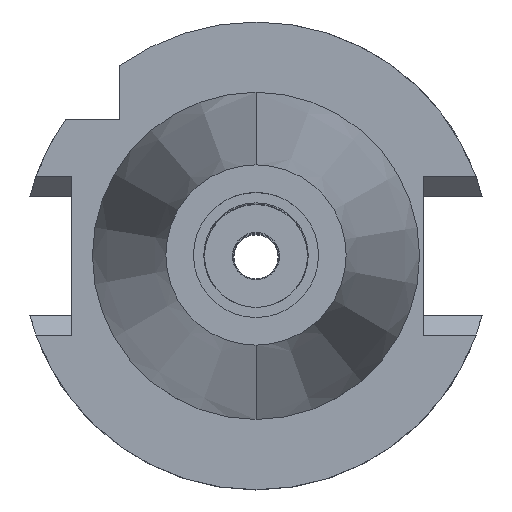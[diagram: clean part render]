
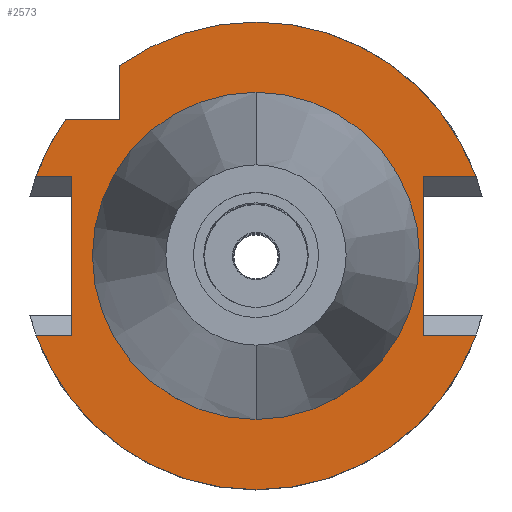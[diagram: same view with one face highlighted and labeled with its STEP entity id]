
A CAD part, top view. The second image highlights one B-rep face of the part: STEP entity #2573.
In plain terms, the highlighted planar face has unit normal (0, 0, 1).
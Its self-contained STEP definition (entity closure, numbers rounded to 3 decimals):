
#641=DIRECTION('',(0.,-1.,0.));
#642=VECTOR('',#641,7.334);
#643=CARTESIAN_POINT('',(-18.5,25.834,-1.));
#644=LINE('',#643,#642);
#790=DIRECTION('',(0.,-1.,0.));
#791=VECTOR('',#790,21.5);
#792=CARTESIAN_POINT('',(-25.,10.75,-1.));
#793=LINE('',#792,#791);
#863=DIRECTION('',(-1.,0.,0.));
#864=VECTOR('',#863,7.334);
#865=CARTESIAN_POINT('',(-18.5,18.5,-1.));
#866=LINE('',#865,#864);
#887=CARTESIAN_POINT('',(0.,0.,-1.));
#888=DIRECTION('',(0.,0.,-1.));
#889=DIRECTION('',(-0.582,0.813,0.));
#890=AXIS2_PLACEMENT_3D('',#887,#888,#889);
#895=CARTESIAN_POINT('',(0.,0.,-1.));
#896=DIRECTION('',(0.,0.,-1.));
#897=DIRECTION('',(0.,1.,0.));
#898=AXIS2_PLACEMENT_3D('',#895,#896,#897);
#903=DIRECTION('',(0.,-1.,0.));
#904=VECTOR('',#903,21.5);
#905=CARTESIAN_POINT('',(22.7,10.75,-1.));
#906=LINE('',#905,#904);
#910=DIRECTION('',(1.,0.,0.));
#911=VECTOR('',#910,7.201);
#912=CARTESIAN_POINT('',(22.7,-10.75,-1.));
#913=LINE('',#912,#911);
#917=CARTESIAN_POINT('',(0.,0.,-1.));
#918=DIRECTION('',(0.,0.,-1.));
#919=DIRECTION('',(0.941,-0.338,0.));
#920=AXIS2_PLACEMENT_3D('',#917,#918,#919);
#925=CARTESIAN_POINT('',(0.,0.,-1.));
#926=DIRECTION('',(0.,0.,-1.));
#927=DIRECTION('',(0.,-1.,0.));
#928=AXIS2_PLACEMENT_3D('',#925,#926,#927);
#933=DIRECTION('',(-1.,0.,0.));
#934=VECTOR('',#933,4.901);
#935=CARTESIAN_POINT('',(-25.,10.75,-1.));
#936=LINE('',#935,#934);
#940=CARTESIAN_POINT('',(0.,0.,-1.));
#941=DIRECTION('',(0.,0.,-1.));
#942=DIRECTION('',(-0.941,0.338,0.));
#943=AXIS2_PLACEMENT_3D('',#940,#941,#942);
#948=CARTESIAN_POINT('',(0.,0.,-1.));
#949=DIRECTION('',(0.,0.,1.));
#950=DIRECTION('',(0.,-1.,0.));
#951=AXIS2_PLACEMENT_3D('',#948,#949,#950);
#956=CARTESIAN_POINT('',(0.,0.,-1.));
#957=DIRECTION('',(0.,0.,1.));
#958=DIRECTION('',(0.,1.,0.));
#959=AXIS2_PLACEMENT_3D('',#956,#957,#958);
#981=CARTESIAN_POINT('',(29.901,10.75,-1.));
#1137=DIRECTION('',(1.,0.,0.));
#1138=VECTOR('',#1137,7.201);
#1139=CARTESIAN_POINT('',(22.7,10.75,-1.));
#1140=LINE('',#1139,#1138);
#1147=CARTESIAN_POINT('',(-29.901,-10.75,-1.));
#1181=DIRECTION('',(-1.,0.,0.));
#1182=VECTOR('',#1181,4.901);
#1183=CARTESIAN_POINT('',(-25.,-10.75,-1.));
#1184=LINE('',#1183,#1182);
#1650=CARTESIAN_POINT('',(-18.5,25.834,-1.));
#1651=VERTEX_POINT('',#1650);
#1652=CARTESIAN_POINT('',(-18.5,18.5,-1.));
#1653=VERTEX_POINT('',#1652);
#1683=CARTESIAN_POINT('',(-25.,10.75,-1.));
#1684=VERTEX_POINT('',#1683);
#1685=CARTESIAN_POINT('',(-25.,-10.75,-1.));
#1686=VERTEX_POINT('',#1685);
#1743=VERTEX_POINT('',#1147);
#1744=CARTESIAN_POINT('',(0.,-31.775,-1.));
#1745=VERTEX_POINT('',#1744);
#1746=CARTESIAN_POINT('',(29.901,-10.75,-1.));
#1747=VERTEX_POINT('',#1746);
#1751=VERTEX_POINT('',#981);
#1752=CARTESIAN_POINT('',(0.,31.775,-1.));
#1753=VERTEX_POINT('',#1752);
#1754=CARTESIAN_POINT('',(-25.834,18.5,-1.));
#1755=VERTEX_POINT('',#1754);
#1756=CARTESIAN_POINT('',(-29.901,10.75,-1.));
#1757=VERTEX_POINT('',#1756);
#1758=CARTESIAN_POINT('',(22.7,10.75,-1.));
#1759=VERTEX_POINT('',#1758);
#1760=CARTESIAN_POINT('',(22.7,-10.75,-1.));
#1761=VERTEX_POINT('',#1760);
#1762=CARTESIAN_POINT('',(0.,-22.225,-1.));
#1763=CARTESIAN_POINT('',(0.,22.225,-1.));
#1764=VERTEX_POINT('',#1762);
#1765=VERTEX_POINT('',#1763);
#2538=CARTESIAN_POINT('',(0.,0.,-1.));
#2539=DIRECTION('',(0.,0.,-1.));
#2540=DIRECTION('',(0.,-1.,0.));
#2541=AXIS2_PLACEMENT_3D('',#2538,#2539,#2540);
#2542=PLANE('',#2541);
#2543=ORIENTED_EDGE('',*,*,#2318,.F.);
#2545=ORIENTED_EDGE('',*,*,#2544,.T.);
#2547=ORIENTED_EDGE('',*,*,#2546,.T.);
#2549=ORIENTED_EDGE('',*,*,#2548,.F.);
#2550=ORIENTED_EDGE('',*,*,#2378,.T.);
#2552=ORIENTED_EDGE('',*,*,#2551,.T.);
#2554=ORIENTED_EDGE('',*,*,#2553,.T.);
#2556=ORIENTED_EDGE('',*,*,#2555,.T.);
#2558=ORIENTED_EDGE('',*,*,#2557,.F.);
#2559=ORIENTED_EDGE('',*,*,#2465,.F.);
#2561=ORIENTED_EDGE('',*,*,#2560,.T.);
#2563=ORIENTED_EDGE('',*,*,#2562,.T.);
#2564=ORIENTED_EDGE('',*,*,#2520,.F.);
#2565=EDGE_LOOP('',(#2543,#2545,#2547,#2549,#2550,#2552,#2554,#2556,#2558,#2559,
#2561,#2563,#2564));
#2566=FACE_OUTER_BOUND('',#2565,.F.);
#2568=ORIENTED_EDGE('',*,*,#2567,.T.);
#2570=ORIENTED_EDGE('',*,*,#2569,.T.);
#2571=EDGE_LOOP('',(#2568,#2570));
#2572=FACE_BOUND('',#2571,.F.);
#891=CIRCLE('',#890,31.775);
#899=CIRCLE('',#898,31.775);
#921=CIRCLE('',#920,31.775);
#929=CIRCLE('',#928,31.775);
#944=CIRCLE('',#943,31.775);
#952=CIRCLE('',#951,22.225);
#960=CIRCLE('',#959,22.225);
#2318=EDGE_CURVE('',#1651,#1653,#644,.T.);
#2378=EDGE_CURVE('',#1759,#1761,#906,.T.);
#2465=EDGE_CURVE('',#1684,#1686,#793,.T.);
#2520=EDGE_CURVE('',#1653,#1755,#866,.T.);
#2544=EDGE_CURVE('',#1651,#1753,#891,.T.);
#2546=EDGE_CURVE('',#1753,#1751,#899,.T.);
#2548=EDGE_CURVE('',#1759,#1751,#1140,.T.);
#2551=EDGE_CURVE('',#1761,#1747,#913,.T.);
#2553=EDGE_CURVE('',#1747,#1745,#921,.T.);
#2555=EDGE_CURVE('',#1745,#1743,#929,.T.);
#2557=EDGE_CURVE('',#1686,#1743,#1184,.T.);
#2560=EDGE_CURVE('',#1684,#1757,#936,.T.);
#2562=EDGE_CURVE('',#1757,#1755,#944,.T.);
#2567=EDGE_CURVE('',#1764,#1765,#952,.T.);
#2569=EDGE_CURVE('',#1765,#1764,#960,.T.);
#2573=ADVANCED_FACE('',(#2566,#2572),#2542,.F.);
